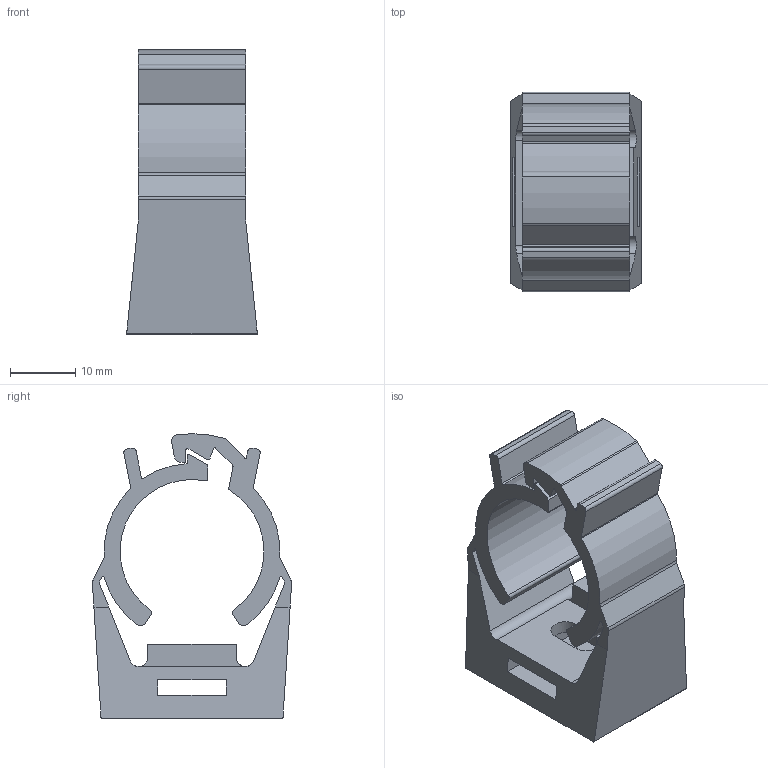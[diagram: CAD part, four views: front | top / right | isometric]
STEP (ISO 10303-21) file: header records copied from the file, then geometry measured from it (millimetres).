
FILE_DESCRIPTION((''),'2;1');
FILE_NAME('2015_Halteschelle D22.stp','2014-01-28T16:00:19',('pascalzweiacker'),(''),'Autodesk Inventor 2012','Autodesk Inventor 2012','');
FILE_SCHEMA(('CONFIG_CONTROL_DESIGN'));
Length unit declared in the file: millimetre
Products named in the file (1): 2015_Halteschelle D22
Bounding box: 20 x 30.46 x 43.5 mm (x, y, z)
Volume: 8629.4 mm3; surface area: 6709.5 mm2
Topology: 1 solids, 1 shells, 97 faces, 282 edges, 188 vertices
Faces by surface type: cylinder 49, plane 48
Full cylindrical faces by diameter (mm): 14 x1
Entity records: 3269 total; most frequent: DIRECTION 577, CARTESIAN_POINT 567, ORIENTED_EDGE 562, EDGE_CURVE 281, AXIS2_PLACEMENT_3D 198, VERTEX_POINT 188, VECTOR 181, LINE 181
